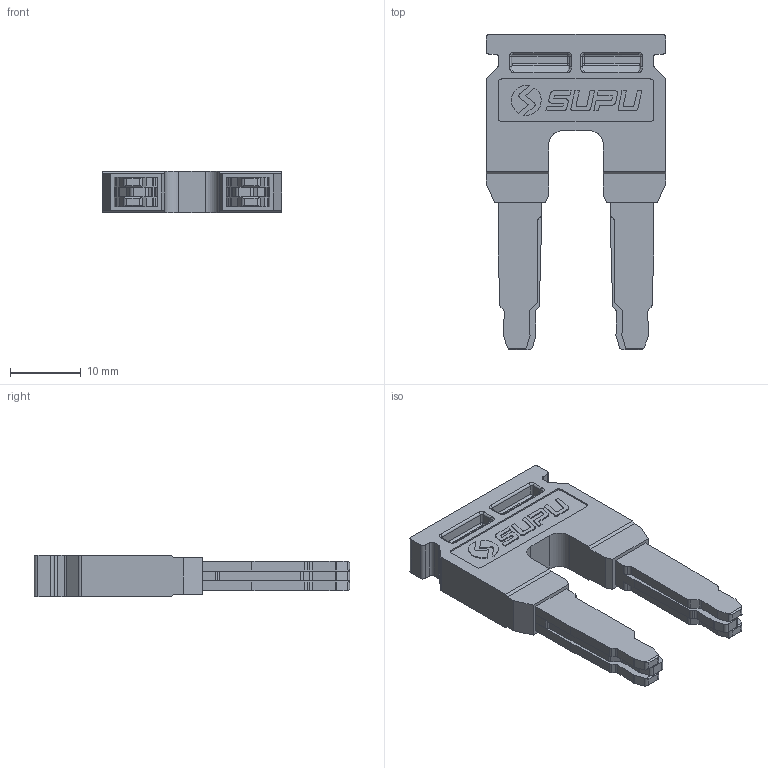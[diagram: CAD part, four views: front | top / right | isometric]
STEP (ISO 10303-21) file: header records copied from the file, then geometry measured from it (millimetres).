
FILE_DESCRIPTION(/* description */ (''),/* implementation_level */ '2;1');
FILE_NAME(/* name */ 'TJA16-2.stp',/* time_stamp */ '2022-06-08T13:28:56+08:00',/* author */ (''),/* organization */ (''),/* preprocessor_version */ 'ST-DEVELOPER v16.7',/* originating_system */ 'SIEMENS PLM Software NX 12.0',/* authorisation */ '');
FILE_SCHEMA (('AP203_CONFIGURATION_CONTROLLED_3D_DESIGN_OF_MECHANICAL_PARTS_AND_ASSEMBLIES_MIM_LF { 1 0 10303 403 2 1 2}'));
Length unit declared in the file: millimetre
Products named in the file (1): _model1
Bounding box: 25.4 x 44.52 x 5.8 mm (x, y, z)
Volume: 3589.7 mm3; surface area: 2835.9 mm2
Topology: 1 solids, 3 shells, 580 faces, 1569 edges, 1010 vertices
Faces by surface type: plane 384, cylinder 160, torus 16, sphere 12, bspline 8
Entity records: 18331 total; most frequent: CARTESIAN_POINT 3445, ORIENTED_EDGE 3122, DIRECTION 3048, EDGE_CURVE 1561, LINE 1200, VECTOR 1200, VERTEX_POINT 1010, AXIS2_PLACEMENT_3D 924
